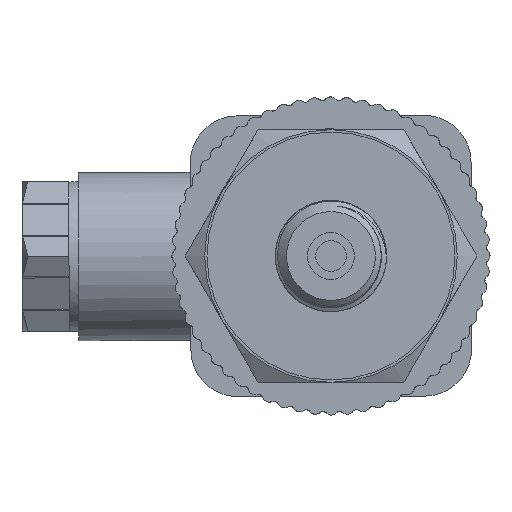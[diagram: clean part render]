
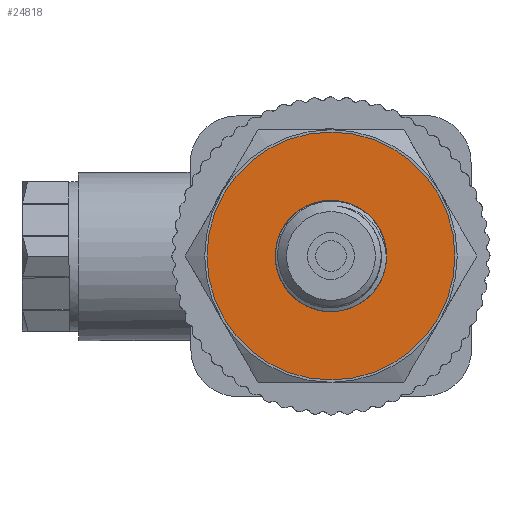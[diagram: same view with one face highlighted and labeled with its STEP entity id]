
A CAD part, left-side view. The second image highlights one B-rep face of the part: STEP entity #24818.
In plain terms, the highlighted planar face has unit normal (-1, 0, 0).
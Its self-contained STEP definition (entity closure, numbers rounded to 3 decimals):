
#302=PLANE('',#26120);
#1519=FACE_BOUND('',#3392,.T.);
#1990=FACE_OUTER_BOUND('',#3391,.T.);
#3391=EDGE_LOOP('',(#18544));
#3392=EDGE_LOOP('',(#18545));
#4613=CIRCLE('',#26103,13.25);
#4623=CIRCLE('',#26118,5.942);
#10868=VERTEX_POINT('',#47379);
#10877=VERTEX_POINT('',#48554);
#13734=EDGE_CURVE('',#10868,#10868,#4613,.T.);
#13750=EDGE_CURVE('',#10877,#10877,#4623,.T.);
#18544=ORIENTED_EDGE('',*,*,#13734,.T.);
#18545=ORIENTED_EDGE('',*,*,#13750,.T.);
#24818=ADVANCED_FACE('',(#1990,#1519),#302,.T.);
#26103=AXIS2_PLACEMENT_3D('',#47381,#28079,#28080);
#26118=AXIS2_PLACEMENT_3D('',#48555,#28111,#28112);
#26120=AXIS2_PLACEMENT_3D('',#48925,#28116,#28117);
#28079=DIRECTION('center_axis',(-1.,0.,0.));
#28080=DIRECTION('ref_axis',(0.,1.,0.));
#28111=DIRECTION('center_axis',(1.,0.,0.));
#28112=DIRECTION('ref_axis',(0.,1.,0.));
#28116=DIRECTION('center_axis',(-1.,0.,0.));
#28117=DIRECTION('ref_axis',(0.,0.,1.));
#47379=CARTESIAN_POINT('',(-47.,-13.25,0.));
#47381=CARTESIAN_POINT('Origin',(-47.,0.,0.));
#48554=CARTESIAN_POINT('',(-47.,-5.942,0.));
#48555=CARTESIAN_POINT('Origin',(-47.,0.,0.));
#48925=CARTESIAN_POINT('Origin',(-47.,13.5,0.));
